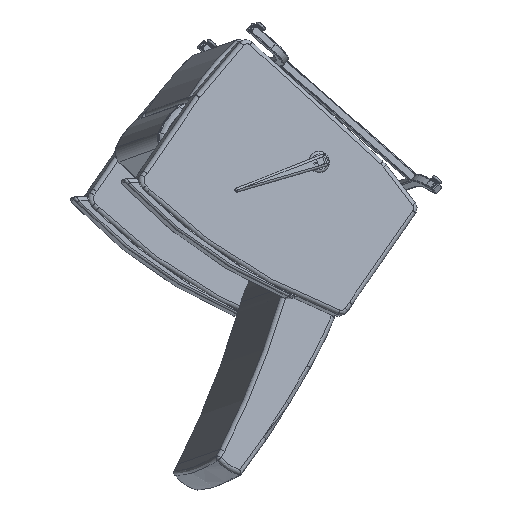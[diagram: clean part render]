
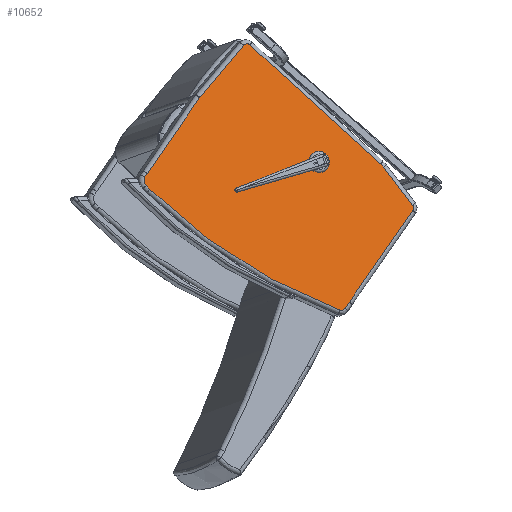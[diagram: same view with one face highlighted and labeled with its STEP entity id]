
A CAD part, left-side view. The second image highlights one B-rep face of the part: STEP entity #10652.
In plain terms, the highlighted face is planar.
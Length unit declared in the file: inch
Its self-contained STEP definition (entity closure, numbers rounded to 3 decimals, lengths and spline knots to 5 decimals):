
#864=CIRCLE('',#11653,59.75);
#868=CIRCLE('',#11659,0.5);
#870=CIRCLE('',#11663,2.5);
#873=CIRCLE('',#11667,0.5);
#877=CIRCLE('',#11672,0.5);
#880=CIRCLE('',#11677,59.75);
#882=CIRCLE('',#11679,0.5);
#883=CIRCLE('',#11682,0.75);
#1813=FACE_OUTER_BOUND('',#2499,.T.);
#2499=EDGE_LOOP('',(#8271,#8272,#8273,#8274,#8275,#8276,#8277,#8278,#8279,
#8280,#8281,#8282,#8283,#8284,#8285));
#3164=LINE('',#19761,#3879);
#3166=LINE('',#19792,#3881);
#3167=LINE('',#19808,#3882);
#3169=LINE('',#19827,#3884);
#3170=LINE('',#19852,#3885);
#3172=LINE('',#19869,#3887);
#3174=LINE('',#19888,#3889);
#3879=VECTOR('',#13809,0.3937);
#3881=VECTOR('',#13817,0.3937);
#3882=VECTOR('',#13826,0.3937);
#3884=VECTOR('',#13836,0.3937);
#3885=VECTOR('',#13847,0.3937);
#3887=VECTOR('',#13857,0.3937);
#3889=VECTOR('',#13871,0.3937);
#4741=VERTEX_POINT('',#19735);
#4742=VERTEX_POINT('',#19746);
#4743=VERTEX_POINT('',#19759);
#4744=VERTEX_POINT('',#19760);
#4747=VERTEX_POINT('',#19788);
#4748=VERTEX_POINT('',#19790);
#4749=VERTEX_POINT('',#19802);
#4750=VERTEX_POINT('',#19806);
#4751=VERTEX_POINT('',#19810);
#4753=VERTEX_POINT('',#19825);
#4755=VERTEX_POINT('',#19844);
#4757=VERTEX_POINT('',#19850);
#4759=VERTEX_POINT('',#19864);
#4760=VERTEX_POINT('',#19872);
#4761=VERTEX_POINT('',#19884);
#5981=EDGE_CURVE('',#4741,#4742,#864,.T.);
#5983=EDGE_CURVE('',#4743,#4744,#3164,.T.);
#5989=EDGE_CURVE('',#4748,#4747,#3166,.T.);
#5991=EDGE_CURVE('',#4749,#4748,#868,.T.);
#5993=EDGE_CURVE('',#4750,#4749,#3167,.T.);
#5995=EDGE_CURVE('',#4751,#4750,#870,.T.);
#5998=EDGE_CURVE('',#4753,#4751,#3169,.T.);
#6000=EDGE_CURVE('',#4755,#4753,#873,.T.);
#6003=EDGE_CURVE('',#4757,#4755,#3170,.T.);
#6006=EDGE_CURVE('',#4759,#4757,#877,.T.);
#6008=EDGE_CURVE('',#4744,#4759,#3172,.T.);
#6011=EDGE_CURVE('',#4760,#4741,#880,.T.);
#6013=EDGE_CURVE('',#4761,#4760,#882,.T.);
#6014=EDGE_CURVE('',#4747,#4761,#3174,.T.);
#6015=EDGE_CURVE('',#4742,#4743,#883,.T.);
#8271=ORIENTED_EDGE('',*,*,#5989,.F.);
#8272=ORIENTED_EDGE('',*,*,#5991,.F.);
#8273=ORIENTED_EDGE('',*,*,#5993,.F.);
#8274=ORIENTED_EDGE('',*,*,#5995,.F.);
#8275=ORIENTED_EDGE('',*,*,#5998,.F.);
#8276=ORIENTED_EDGE('',*,*,#6000,.F.);
#8277=ORIENTED_EDGE('',*,*,#6003,.F.);
#8278=ORIENTED_EDGE('',*,*,#6006,.F.);
#8279=ORIENTED_EDGE('',*,*,#6008,.F.);
#8280=ORIENTED_EDGE('',*,*,#5983,.F.);
#8281=ORIENTED_EDGE('',*,*,#6015,.F.);
#8282=ORIENTED_EDGE('',*,*,#5981,.F.);
#8283=ORIENTED_EDGE('',*,*,#6011,.F.);
#8284=ORIENTED_EDGE('',*,*,#6013,.F.);
#8285=ORIENTED_EDGE('',*,*,#6014,.F.);
#10160=PLANE('',#11688);
#10652=ADVANCED_FACE('',(#1813),#10160,.T.);
#11653=AXIS2_PLACEMENT_3D('',#19747,#13805,#13806);
#11659=AXIS2_PLACEMENT_3D('',#19804,#13820,#13821);
#11663=AXIS2_PLACEMENT_3D('',#19821,#13829,#13830);
#11667=AXIS2_PLACEMENT_3D('',#19846,#13839,#13840);
#11672=AXIS2_PLACEMENT_3D('',#19866,#13851,#13852);
#11677=AXIS2_PLACEMENT_3D('',#19874,#13863,#13864);
#11679=AXIS2_PLACEMENT_3D('',#19886,#13867,#13868);
#11682=AXIS2_PLACEMENT_3D('',#19890,#13874,#13875);
#11688=AXIS2_PLACEMENT_3D('',#19900,#13890,#13891);
#13805=DIRECTION('center_axis',(0.,0.,-1.));
#13806=DIRECTION('ref_axis',(0.05,0.999,0.));
#13809=DIRECTION('',(0.106,-0.994,0.));
#13817=DIRECTION('',(-0.106,0.994,0.));
#13820=DIRECTION('center_axis',(0.,0.,-1.));
#13821=DIRECTION('ref_axis',(-0.735,-0.679,0.));
#13826=DIRECTION('',(-0.983,0.184,0.));
#13829=DIRECTION('center_axis',(0.,0.,-1.));
#13830=DIRECTION('ref_axis',(-0.092,-0.996,0.));
#13836=DIRECTION('',(-1.,-0.001,0.));
#13839=DIRECTION('center_axis',(0.,0.,-1.));
#13840=DIRECTION('ref_axis',(0.712,-0.702,0.));
#13847=DIRECTION('',(0.014,-1.,0.));
#13851=DIRECTION('center_axis',(0.,0.,-1.));
#13852=DIRECTION('ref_axis',(0.998,0.062,0.));
#13857=DIRECTION('',(0.11,-0.994,0.));
#13863=DIRECTION('center_axis',(0.,0.,-1.));
#13864=DIRECTION('ref_axis',(-0.174,0.985,0.));
#13867=DIRECTION('center_axis',(0.,0.,-1.));
#13868=DIRECTION('ref_axis',(-0.859,0.512,0.));
#13871=DIRECTION('',(-0.106,0.994,0.));
#13874=DIRECTION('center_axis',(0.,0.,-1.));
#13875=DIRECTION('ref_axis',(0.669,0.743,0.));
#13890=DIRECTION('center_axis',(0.,0.,1.));
#13891=DIRECTION('ref_axis',(1.,0.,0.));
#19735=CARTESIAN_POINT('',(30.35305,-10.41044,3.));
#19746=CARTESIAN_POINT('',(30.96931,-10.4412,3.));
#19747=CARTESIAN_POINT('Origin',(27.68214,-70.10071,3.));
#19759=CARTESIAN_POINT('',(31.67349,-11.06456,3.));
#19760=CARTESIAN_POINT('',(31.72615,-11.55846,3.));
#19761=CARTESIAN_POINT('',(31.9615,-13.76578,3.));
#19788=CARTESIAN_POINT('',(5.07948,-16.22891,3.));
#19790=CARTESIAN_POINT('',(6.42687,-28.85763,3.));
#19792=CARTESIAN_POINT('',(5.95876,-24.47018,3.));
#19802=CARTESIAN_POINT('',(6.83187,-29.29602,3.));
#19804=CARTESIAN_POINT('Origin',(6.92405,-28.80459,3.));
#19806=CARTESIAN_POINT('',(12.11389,-30.28672,3.));
#19808=CARTESIAN_POINT('',(13.84383,-30.61119,3.));
#19810=CARTESIAN_POINT('',(12.57757,-30.32957,3.));
#19821=CARTESIAN_POINT('Origin',(12.57476,-27.82957,3.));
#19825=CARTESIAN_POINT('',(32.48755,-30.31847,3.));
#19827=CARTESIAN_POINT('',(25.75379,-30.32222,3.));
#19844=CARTESIAN_POINT('',(32.98722,-29.81165,3.));
#19846=CARTESIAN_POINT('Origin',(32.48727,-29.81847,3.));
#19850=CARTESIAN_POINT('',(32.88094,-22.0233,3.));
#19852=CARTESIAN_POINT('',(32.85178,-19.88638,3.));
#19864=CARTESIAN_POINT('',(32.87796,-21.97517,3.));
#19866=CARTESIAN_POINT('Origin',(32.38099,-22.03012,3.));
#19869=CARTESIAN_POINT('',(31.99514,-13.99111,3.));
#19872=CARTESIAN_POINT('',(5.29373,-14.84155,3.));
#19874=CARTESIAN_POINT('Origin',(27.98863,-70.11364,3.));
#19884=CARTESIAN_POINT('',(4.98646,-15.35712,3.));
#19886=CARTESIAN_POINT('Origin',(5.48364,-15.30407,3.));
#19888=CARTESIAN_POINT('',(5.24561,-17.78599,3.));
#19890=CARTESIAN_POINT('Origin',(30.93412,-11.19038,3.));
#19900=CARTESIAN_POINT('Origin',(18.,-18.,3.));
